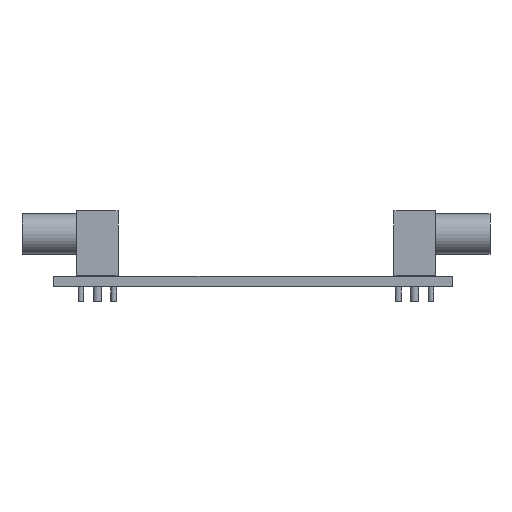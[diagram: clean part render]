
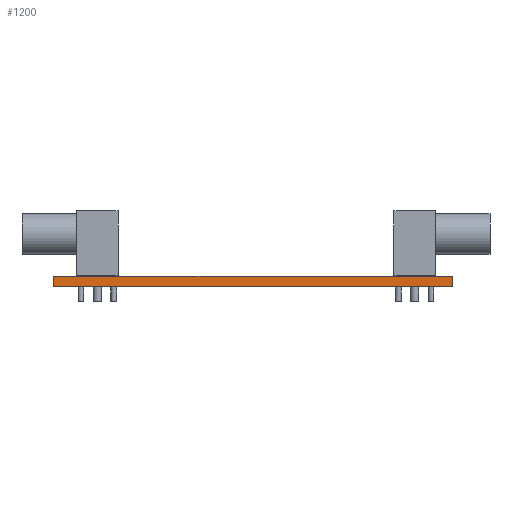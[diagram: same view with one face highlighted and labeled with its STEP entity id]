
A CAD part, front view. The second image highlights one B-rep face of the part: STEP entity #1200.
In plain terms, the highlighted planar face has unit normal (0, -1, 0).
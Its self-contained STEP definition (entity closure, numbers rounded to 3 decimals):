
#1084 = EDGE_CURVE('',#1085,#1087,#1089,.T.);
#1085 = VERTEX_POINT('',#1086);
#1086 = CARTESIAN_POINT('',(48.5,-156.,0.));
#1087 = VERTEX_POINT('',#1088);
#1088 = CARTESIAN_POINT('',(48.5,-156.,1.6));
#1089 = SURFACE_CURVE('',#1090,(#1094,#1106),.PCURVE_S1.);
#1090 = LINE('',#1091,#1092);
#1091 = CARTESIAN_POINT('',(48.5,-156.,0.));
#1092 = VECTOR('',#1093,1.);
#1093 = DIRECTION('',(0.,0.,1.));
#1094 = PCURVE('',#1095,#1100);
#1095 = PLANE('',#1096);
#1096 = AXIS2_PLACEMENT_3D('',#1097,#1098,#1099);
#1097 = CARTESIAN_POINT('',(48.5,-156.,0.));
#1098 = DIRECTION('',(-1.,0.,0.));
#1099 = DIRECTION('',(0.,1.,0.));
#1100 = DEFINITIONAL_REPRESENTATION('',(#1101),#1105);
#1101 = LINE('',#1102,#1103);
#1102 = CARTESIAN_POINT('',(0.,0.));
#1103 = VECTOR('',#1104,1.);
#1104 = DIRECTION('',(0.,-1.));
#1105 = ( GEOMETRIC_REPRESENTATION_CONTEXT(2) 
PARAMETRIC_REPRESENTATION_CONTEXT() REPRESENTATION_CONTEXT('2D SPACE',''
  ) );
#1106 = PCURVE('',#1107,#1112);
#1107 = PLANE('',#1108);
#1108 = AXIS2_PLACEMENT_3D('',#1109,#1110,#1111);
#1109 = CARTESIAN_POINT('',(110.,-156.,0.));
#1110 = DIRECTION('',(0.,-1.,0.));
#1111 = DIRECTION('',(-1.,0.,0.));
#1112 = DEFINITIONAL_REPRESENTATION('',(#1113),#1117);
#1113 = LINE('',#1114,#1115);
#1114 = CARTESIAN_POINT('',(61.5,0.));
#1115 = VECTOR('',#1116,1.);
#1116 = DIRECTION('',(0.,-1.));
#1117 = ( GEOMETRIC_REPRESENTATION_CONTEXT(2) 
PARAMETRIC_REPRESENTATION_CONTEXT() REPRESENTATION_CONTEXT('2D SPACE',''
  ) );
#1135 = PLANE('',#1136);
#1136 = AXIS2_PLACEMENT_3D('',#1137,#1138,#1139);
#1137 = CARTESIAN_POINT('',(79.25,-113.5,1.6));
#1138 = DIRECTION('',(-0.,-0.,-1.));
#1139 = DIRECTION('',(-1.,0.,0.));
#1189 = PLANE('',#1190);
#1190 = AXIS2_PLACEMENT_3D('',#1191,#1192,#1193);
#1191 = CARTESIAN_POINT('',(79.25,-113.5,0.));
#1192 = DIRECTION('',(-0.,-0.,-1.));
#1193 = DIRECTION('',(-1.,0.,0.));
#1200 = ADVANCED_FACE('',(#1201),#1107,.T.);
#1201 = FACE_BOUND('',#1202,.T.);
#1202 = EDGE_LOOP('',(#1203,#1233,#1254,#1255));
#1203 = ORIENTED_EDGE('',*,*,#1204,.T.);
#1204 = EDGE_CURVE('',#1205,#1207,#1209,.T.);
#1205 = VERTEX_POINT('',#1206);
#1206 = CARTESIAN_POINT('',(110.,-156.,0.));
#1207 = VERTEX_POINT('',#1208);
#1208 = CARTESIAN_POINT('',(110.,-156.,1.6));
#1209 = SURFACE_CURVE('',#1210,(#1214,#1221),.PCURVE_S1.);
#1210 = LINE('',#1211,#1212);
#1211 = CARTESIAN_POINT('',(110.,-156.,0.));
#1212 = VECTOR('',#1213,1.);
#1213 = DIRECTION('',(0.,0.,1.));
#1214 = PCURVE('',#1107,#1215);
#1215 = DEFINITIONAL_REPRESENTATION('',(#1216),#1220);
#1216 = LINE('',#1217,#1218);
#1217 = CARTESIAN_POINT('',(0.,-0.));
#1218 = VECTOR('',#1219,1.);
#1219 = DIRECTION('',(0.,-1.));
#1220 = ( GEOMETRIC_REPRESENTATION_CONTEXT(2) 
PARAMETRIC_REPRESENTATION_CONTEXT() REPRESENTATION_CONTEXT('2D SPACE',''
  ) );
#1221 = PCURVE('',#1222,#1227);
#1222 = PLANE('',#1223);
#1223 = AXIS2_PLACEMENT_3D('',#1224,#1225,#1226);
#1224 = CARTESIAN_POINT('',(110.,-71.,0.));
#1225 = DIRECTION('',(1.,0.,-0.));
#1226 = DIRECTION('',(0.,-1.,0.));
#1227 = DEFINITIONAL_REPRESENTATION('',(#1228),#1232);
#1228 = LINE('',#1229,#1230);
#1229 = CARTESIAN_POINT('',(85.,0.));
#1230 = VECTOR('',#1231,1.);
#1231 = DIRECTION('',(0.,-1.));
#1232 = ( GEOMETRIC_REPRESENTATION_CONTEXT(2) 
PARAMETRIC_REPRESENTATION_CONTEXT() REPRESENTATION_CONTEXT('2D SPACE',''
  ) );
#1233 = ORIENTED_EDGE('',*,*,#1234,.T.);
#1234 = EDGE_CURVE('',#1207,#1087,#1235,.T.);
#1235 = SURFACE_CURVE('',#1236,(#1240,#1247),.PCURVE_S1.);
#1236 = LINE('',#1237,#1238);
#1237 = CARTESIAN_POINT('',(110.,-156.,1.6));
#1238 = VECTOR('',#1239,1.);
#1239 = DIRECTION('',(-1.,0.,0.));
#1240 = PCURVE('',#1107,#1241);
#1241 = DEFINITIONAL_REPRESENTATION('',(#1242),#1246);
#1242 = LINE('',#1243,#1244);
#1243 = CARTESIAN_POINT('',(0.,-1.6));
#1244 = VECTOR('',#1245,1.);
#1245 = DIRECTION('',(1.,0.));
#1246 = ( GEOMETRIC_REPRESENTATION_CONTEXT(2) 
PARAMETRIC_REPRESENTATION_CONTEXT() REPRESENTATION_CONTEXT('2D SPACE',''
  ) );
#1247 = PCURVE('',#1135,#1248);
#1248 = DEFINITIONAL_REPRESENTATION('',(#1249),#1253);
#1249 = LINE('',#1250,#1251);
#1250 = CARTESIAN_POINT('',(-30.75,-42.5));
#1251 = VECTOR('',#1252,1.);
#1252 = DIRECTION('',(1.,0.));
#1253 = ( GEOMETRIC_REPRESENTATION_CONTEXT(2) 
PARAMETRIC_REPRESENTATION_CONTEXT() REPRESENTATION_CONTEXT('2D SPACE',''
  ) );
#1254 = ORIENTED_EDGE('',*,*,#1084,.F.);
#1255 = ORIENTED_EDGE('',*,*,#1256,.F.);
#1256 = EDGE_CURVE('',#1205,#1085,#1257,.T.);
#1257 = SURFACE_CURVE('',#1258,(#1262,#1269),.PCURVE_S1.);
#1258 = LINE('',#1259,#1260);
#1259 = CARTESIAN_POINT('',(110.,-156.,0.));
#1260 = VECTOR('',#1261,1.);
#1261 = DIRECTION('',(-1.,0.,0.));
#1262 = PCURVE('',#1107,#1263);
#1263 = DEFINITIONAL_REPRESENTATION('',(#1264),#1268);
#1264 = LINE('',#1265,#1266);
#1265 = CARTESIAN_POINT('',(0.,-0.));
#1266 = VECTOR('',#1267,1.);
#1267 = DIRECTION('',(1.,0.));
#1268 = ( GEOMETRIC_REPRESENTATION_CONTEXT(2) 
PARAMETRIC_REPRESENTATION_CONTEXT() REPRESENTATION_CONTEXT('2D SPACE',''
  ) );
#1269 = PCURVE('',#1189,#1270);
#1270 = DEFINITIONAL_REPRESENTATION('',(#1271),#1275);
#1271 = LINE('',#1272,#1273);
#1272 = CARTESIAN_POINT('',(-30.75,-42.5));
#1273 = VECTOR('',#1274,1.);
#1274 = DIRECTION('',(1.,0.));
#1275 = ( GEOMETRIC_REPRESENTATION_CONTEXT(2) 
PARAMETRIC_REPRESENTATION_CONTEXT() REPRESENTATION_CONTEXT('2D SPACE',''
  ) );
